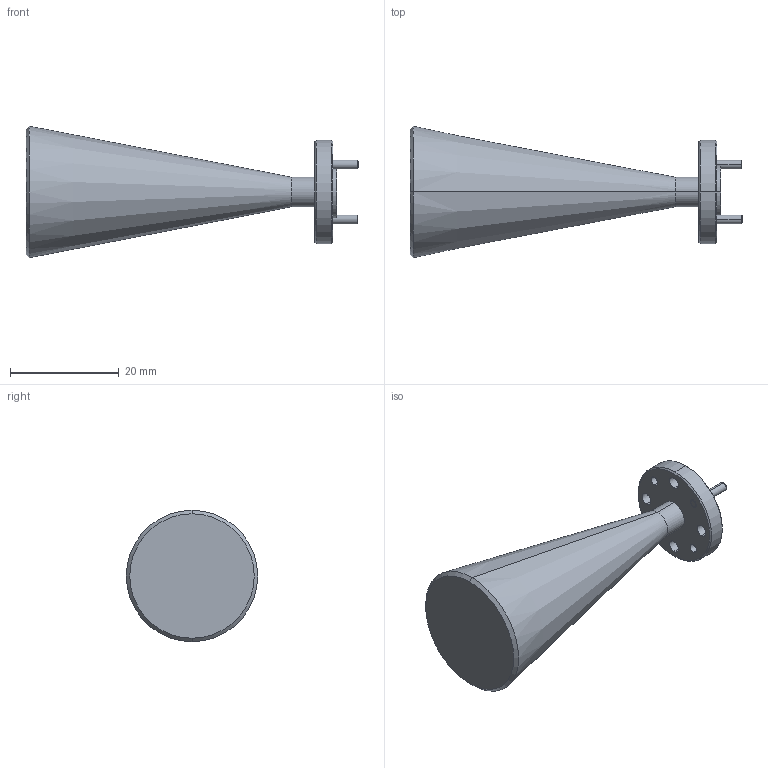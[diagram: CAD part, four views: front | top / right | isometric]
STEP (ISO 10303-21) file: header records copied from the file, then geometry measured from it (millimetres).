
FILE_DESCRIPTION (( 'STEP AP203' ), '1' );
FILE_NAME ('AC-RF3-082.STEP', '2017-04-29T01:03:57', ( '' ), ( '' ), 'SwSTEP 2.0', 'SolidWorks 2013', '' );
FILE_SCHEMA (( 'CONFIG_CONTROL_DESIGN' ));
Length unit declared in the file: inch
Products named in the file (1): AC-RF3-082
Bounding box: 61.02 x 24.16 x 24.16 mm (x, y, z)
Volume: 10697.1 mm3; surface area: 3787.3 mm2
Topology: 3 solids, 3 shells, 75 faces, 166 edges, 104 vertices
Faces by surface type: cylinder 34, cone 24, plane 17
Entity records: 2203 total; most frequent: DIRECTION 414, CARTESIAN_POINT 346, ORIENTED_EDGE 332, AXIS2_PLACEMENT_3D 172, EDGE_CURVE 166, VERTEX_POINT 104, EDGE_LOOP 98, CIRCLE 96
